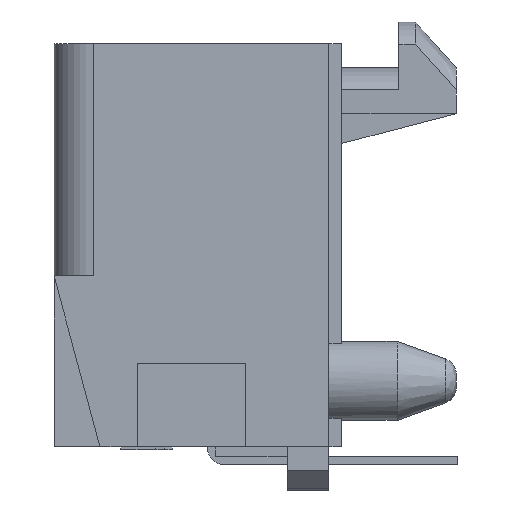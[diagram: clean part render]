
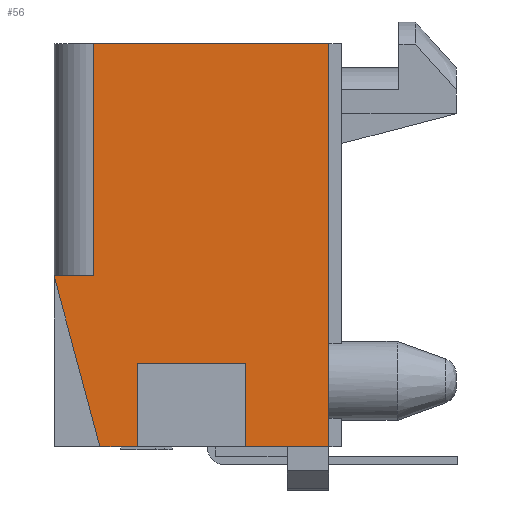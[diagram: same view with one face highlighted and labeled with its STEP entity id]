
A CAD part, left-side view. The second image highlights one B-rep face of the part: STEP entity #56.
In plain terms, the highlighted planar face has unit normal (-1, 0, 0).
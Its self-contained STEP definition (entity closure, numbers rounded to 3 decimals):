
#56=ADVANCED_FACE('',(#313),#314,.F.);
#313=FACE_OUTER_BOUND('',#821,.T.);
#314=PLANE('',#822);
#821=EDGE_LOOP('',(#1585,#1586,#1587,#1588,#1589,#1590,#1591,#1592,#1593,#1594));
#822=AXIS2_PLACEMENT_3D('',#1595,#1596,#1597);
#1585=ORIENTED_EDGE('',*,*,#3565,.F.);
#1586=ORIENTED_EDGE('',*,*,#3566,.F.);
#1587=ORIENTED_EDGE('',*,*,#3567,.T.);
#1588=ORIENTED_EDGE('',*,*,#3568,.F.);
#1589=ORIENTED_EDGE('',*,*,#3569,.F.);
#1590=ORIENTED_EDGE('',*,*,#3570,.F.);
#1591=ORIENTED_EDGE('',*,*,#3571,.F.);
#1592=ORIENTED_EDGE('',*,*,#3572,.F.);
#1593=ORIENTED_EDGE('',*,*,#3573,.F.);
#1594=ORIENTED_EDGE('',*,*,#3574,.F.);
#1595=CARTESIAN_POINT('',(-11.633,0.0,0.0));
#1596=DIRECTION('',(1.0,0.0,0.0));
#1597=DIRECTION('',(0.0,1.0,0.0));
#3565=EDGE_CURVE('',#4250,#4251,#4252,.T.);
#3566=EDGE_CURVE('',#4253,#4250,#4254,.T.);
#3567=EDGE_CURVE('',#4253,#4255,#4256,.T.);
#3568=EDGE_CURVE('',#4257,#4255,#4258,.T.);
#3569=EDGE_CURVE('',#4259,#4257,#4260,.T.);
#3570=EDGE_CURVE('',#4261,#4259,#4262,.T.);
#3571=EDGE_CURVE('',#4263,#4261,#4264,.T.);
#3572=EDGE_CURVE('',#4265,#4263,#4266,.T.);
#3573=EDGE_CURVE('',#4267,#4265,#4268,.T.);
#3574=EDGE_CURVE('',#4251,#4267,#4269,.T.);
#4250=VERTEX_POINT('',#5332);
#4251=VERTEX_POINT('',#5333);
#4252=LINE('',#5334,#5335);
#4253=VERTEX_POINT('',#5336);
#4254=LINE('',#5337,#5338);
#4255=VERTEX_POINT('',#5339);
#4256=LINE('',#5340,#5341);
#4257=VERTEX_POINT('',#5342);
#4258=LINE('',#5343,#5344);
#4259=VERTEX_POINT('',#5345);
#4260=LINE('',#5346,#5347);
#4261=VERTEX_POINT('',#5348);
#4262=LINE('',#5349,#5350);
#4263=VERTEX_POINT('',#5351);
#4264=LINE('',#5352,#5353);
#4265=VERTEX_POINT('',#5354);
#4266=LINE('',#5355,#5356);
#4267=VERTEX_POINT('',#5357);
#4268=LINE('',#5358,#5359);
#4269=LINE('',#5360,#5361);
#5332=CARTESIAN_POINT('',(-11.633,2.794,-12.294));
#5333=CARTESIAN_POINT('',(-11.633,4.191,-7.08));
#5334=CARTESIAN_POINT('',(-11.633,2.794,-12.294));
#5335=VECTOR('',#6885,5.398);
#5336=CARTESIAN_POINT('',(-11.633,1.651,-12.294));
#5337=CARTESIAN_POINT('',(-11.633,1.651,-12.294));
#5338=VECTOR('',#6886,1.143);
#5339=CARTESIAN_POINT('',(-11.633,1.651,-9.754));
#5340=CARTESIAN_POINT('',(-11.633,1.651,-12.294));
#5341=VECTOR('',#6887,2.54);
#5342=CARTESIAN_POINT('',(-11.633,-1.651,-9.754));
#5343=CARTESIAN_POINT('',(-11.633,-1.651,-9.754));
#5344=VECTOR('',#6888,3.302);
#5345=CARTESIAN_POINT('',(-11.633,-1.651,-12.294));
#5346=CARTESIAN_POINT('',(-11.633,-1.651,-12.294));
#5347=VECTOR('',#6889,2.54);
#5348=CARTESIAN_POINT('',(-11.633,-4.191,-12.294));
#5349=CARTESIAN_POINT('',(-11.633,-4.191,-12.294));
#5350=VECTOR('',#6890,2.54);
#5351=CARTESIAN_POINT('',(-11.633,-4.191,0.0));
#5352=CARTESIAN_POINT('',(-11.633,-4.191,0.0));
#5353=VECTOR('',#6891,12.294);
#5354=CARTESIAN_POINT('',(-11.633,2.997,0.0));
#5355=CARTESIAN_POINT('',(-11.633,2.997,0.0));
#5356=VECTOR('',#6892,7.188);
#5357=CARTESIAN_POINT('',(-11.633,2.997,-7.08));
#5358=CARTESIAN_POINT('',(-11.633,2.997,-7.08));
#5359=VECTOR('',#6893,7.08);
#5360=CARTESIAN_POINT('',(-11.633,4.191,-7.08));
#5361=VECTOR('',#6894,1.194);
#6885=DIRECTION('',(0.0,0.259,0.966));
#6886=DIRECTION('',(0.0,1.0,0.0));
#6887=DIRECTION('',(0.0,0.0,1.0));
#6888=DIRECTION('',(0.0,1.0,0.0));
#6889=DIRECTION('',(0.0,0.0,1.0));
#6890=DIRECTION('',(0.0,1.0,0.0));
#6891=DIRECTION('',(0.0,0.0,-1.0));
#6892=DIRECTION('',(0.0,-1.0,0.0));
#6893=DIRECTION('',(0.0,0.0,1.0));
#6894=DIRECTION('',(0.0,-1.0,0.0));
